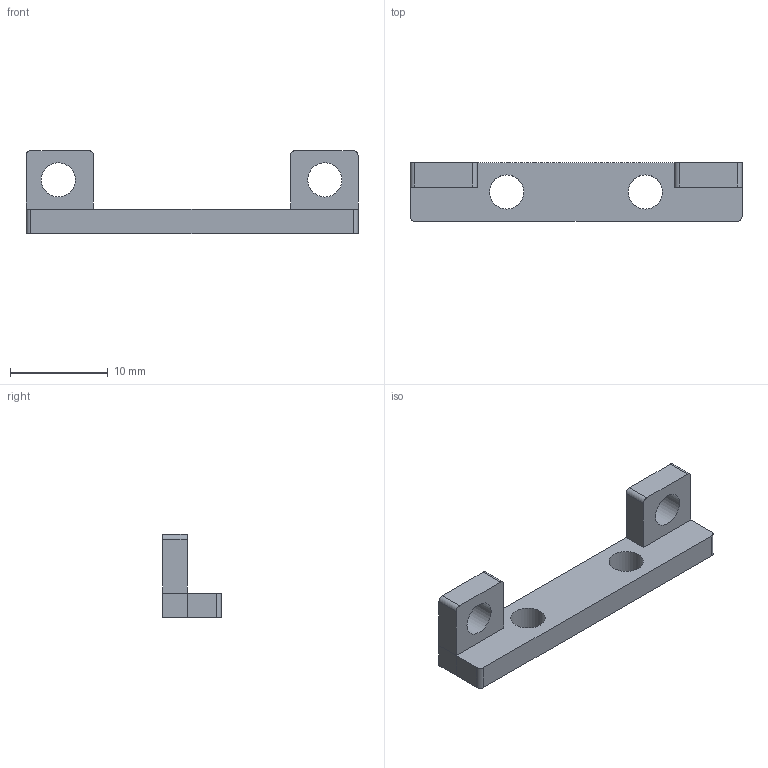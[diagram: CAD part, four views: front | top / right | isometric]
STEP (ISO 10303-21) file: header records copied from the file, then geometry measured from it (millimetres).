
FILE_DESCRIPTION(/* description */ (''),/* implementation_level */ '2;1');
FILE_NAME(/* name */ 'USB-Halter v8.step',/* time_stamp */ '2021-08-10T23:21:30+02:00',/* author */ (''),/* organization */ (''),/* preprocessor_version */ 'ST-DEVELOPER v18.1',/* originating_system */ 'Autodesk Translation Framework v10.9.0.1377',/* authorisation */ '');
FILE_SCHEMA (('AUTOMOTIVE_DESIGN { 1 0 10303 214 3 1 1 }'));
Length unit declared in the file: millimetre
Products named in the file (1): USB-Halter
Bounding box: 34 x 6 x 8.5 mm (x, y, z)
Volume: 706.2 mm3; surface area: 1094.7 mm2
Topology: 5 solids, 5 shells, 40 faces, 90 edges, 60 vertices
Faces by surface type: plane 30, cylinder 10
Full cylindrical faces by diameter (mm): 3.5 x4
Entity records: 1159 total; most frequent: DIRECTION 192, CARTESIAN_POINT 191, ORIENTED_EDGE 180, EDGE_CURVE 90, LINE 70, VECTOR 70, AXIS2_PLACEMENT_3D 61, VERTEX_POINT 60
